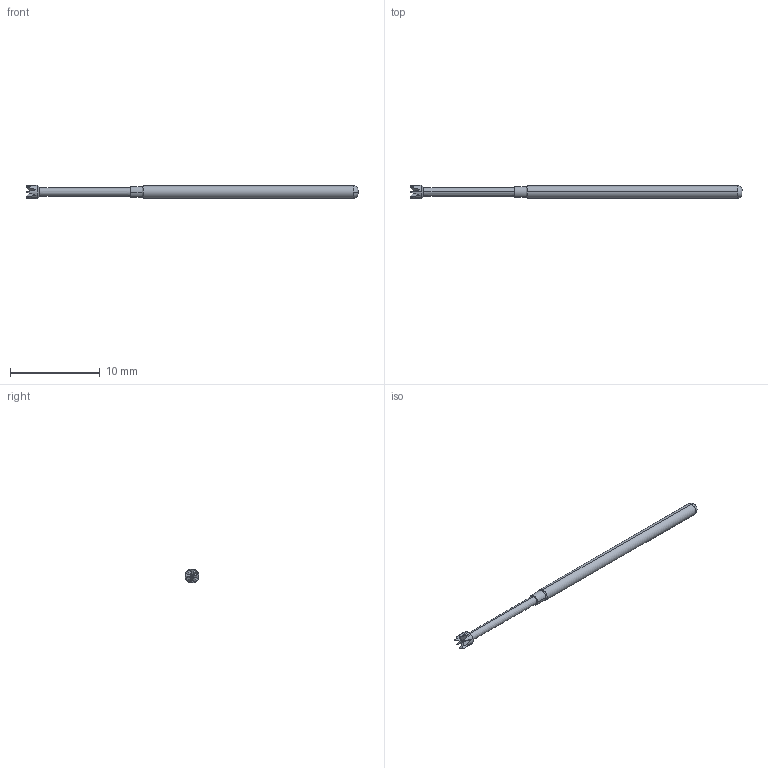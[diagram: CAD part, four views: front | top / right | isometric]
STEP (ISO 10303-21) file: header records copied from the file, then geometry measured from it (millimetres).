
FILE_DESCRIPTION (( 'STEP AP214' ), '1' );
FILE_NAME ('100-PRP4058_.STEP', '2021-11-24T22:10:53', ( '' ), ( '' ), 'SwSTEP 2.0', 'SolidWorks 2020', '' );
FILE_SCHEMA (( 'AUTOMOTIVE_DESIGN' ));
Length unit declared in the file: inch
Products named in the file (1): 100-PRP4058_
Bounding box: 37.08 x 1.56 x 1.56 mm (x, y, z)
Volume: 45.4 mm3; surface area: 151.8 mm2
Topology: 1 solids, 1 shells, 59 faces, 154 edges, 98 vertices
Faces by surface type: bspline 24, cone 17, plane 10, cylinder 6, torus 2
Entity records: 6022 total; most frequent: CARTESIAN_POINT 3992, ORIENTED_EDGE 308, DIRECTION 173, EDGE_CURVE 154, VERTEX_POINT 98, B_SPLINE_CURVE_WITH_KNOTS 96, AXIS2_PLACEMENT_3D 79, DIMENSIONAL_EXPONENTS 62
